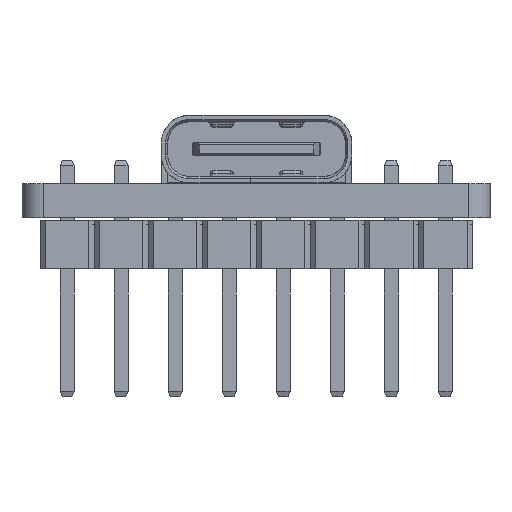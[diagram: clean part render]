
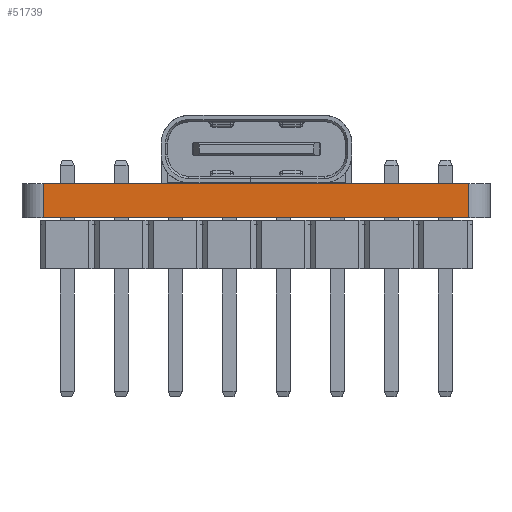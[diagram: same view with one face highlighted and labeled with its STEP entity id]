
A CAD part, left-side view. The second image highlights one B-rep face of the part: STEP entity #51739.
In plain terms, the highlighted planar face has unit normal (-1, 0, 0).
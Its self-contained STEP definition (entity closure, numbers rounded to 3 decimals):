
#49676 = PLANE('',#49677);
#49677 = AXIS2_PLACEMENT_3D('',#49678,#49679,#49680);
#49678 = CARTESIAN_POINT('',(11.,11.,1.6));
#49679 = DIRECTION('',(0.,0.,1.));
#49680 = DIRECTION('',(1.,0.,-0.));
#49731 = PLANE('',#49732);
#49732 = AXIS2_PLACEMENT_3D('',#49733,#49734,#49735);
#49733 = CARTESIAN_POINT('',(11.,11.,0.));
#49734 = DIRECTION('',(0.,0.,1.));
#49735 = DIRECTION('',(1.,0.,-0.));
#49786 = CYLINDRICAL_SURFACE('',#49787,1.);
#49787 = AXIS2_PLACEMENT_3D('',#49788,#49789,#49790);
#49788 = CARTESIAN_POINT('',(1.,1.,0.));
#49789 = DIRECTION('',(-0.,-0.,-1.));
#49790 = DIRECTION('',(1.,0.,-0.));
#49953 = VERTEX_POINT('',#49954);
#49954 = CARTESIAN_POINT('',(0.,21.,0.));
#49969 = CYLINDRICAL_SURFACE('',#49970,1.);
#49970 = AXIS2_PLACEMENT_3D('',#49971,#49972,#49973);
#49971 = CARTESIAN_POINT('',(1.,21.,0.));
#49972 = DIRECTION('',(-0.,-0.,-1.));
#49973 = DIRECTION('',(1.,0.,-0.));
#49981 = EDGE_CURVE('',#49982,#49953,#49984,.T.);
#49982 = VERTEX_POINT('',#49983);
#49983 = CARTESIAN_POINT('',(0.,1.,0.));
#49984 = SURFACE_CURVE('',#49985,(#49989,#49996),.PCURVE_S1.);
#49985 = LINE('',#49986,#49987);
#49986 = CARTESIAN_POINT('',(0.,1.,0.));
#49987 = VECTOR('',#49988,1.);
#49988 = DIRECTION('',(0.,1.,0.));
#49989 = PCURVE('',#49731,#49990);
#49990 = DEFINITIONAL_REPRESENTATION('',(#49991),#49995);
#49991 = LINE('',#49992,#49993);
#49992 = CARTESIAN_POINT('',(-11.,-10.));
#49993 = VECTOR('',#49994,1.);
#49994 = DIRECTION('',(0.,1.));
#49995 = ( GEOMETRIC_REPRESENTATION_CONTEXT(2) 
PARAMETRIC_REPRESENTATION_CONTEXT() REPRESENTATION_CONTEXT('2D SPACE',''
  ) );
#49996 = PCURVE('',#49997,#50002);
#49997 = PLANE('',#49998);
#49998 = AXIS2_PLACEMENT_3D('',#49999,#50000,#50001);
#49999 = CARTESIAN_POINT('',(0.,1.,0.));
#50000 = DIRECTION('',(-1.,0.,0.));
#50001 = DIRECTION('',(0.,1.,0.));
#50002 = DEFINITIONAL_REPRESENTATION('',(#50003),#50007);
#50003 = LINE('',#50004,#50005);
#50004 = CARTESIAN_POINT('',(0.,0.));
#50005 = VECTOR('',#50006,1.);
#50006 = DIRECTION('',(1.,0.));
#50007 = ( GEOMETRIC_REPRESENTATION_CONTEXT(2) 
PARAMETRIC_REPRESENTATION_CONTEXT() REPRESENTATION_CONTEXT('2D SPACE',''
  ) );
#50921 = VERTEX_POINT('',#50922);
#50922 = CARTESIAN_POINT('',(0.,21.,1.6));
#50944 = EDGE_CURVE('',#50945,#50921,#50947,.T.);
#50945 = VERTEX_POINT('',#50946);
#50946 = CARTESIAN_POINT('',(0.,1.,1.6));
#50947 = SURFACE_CURVE('',#50948,(#50952,#50959),.PCURVE_S1.);
#50948 = LINE('',#50949,#50950);
#50949 = CARTESIAN_POINT('',(0.,1.,1.6));
#50950 = VECTOR('',#50951,1.);
#50951 = DIRECTION('',(0.,1.,0.));
#50952 = PCURVE('',#49676,#50953);
#50953 = DEFINITIONAL_REPRESENTATION('',(#50954),#50958);
#50954 = LINE('',#50955,#50956);
#50955 = CARTESIAN_POINT('',(-11.,-10.));
#50956 = VECTOR('',#50957,1.);
#50957 = DIRECTION('',(0.,1.));
#50958 = ( GEOMETRIC_REPRESENTATION_CONTEXT(2) 
PARAMETRIC_REPRESENTATION_CONTEXT() REPRESENTATION_CONTEXT('2D SPACE',''
  ) );
#50959 = PCURVE('',#49997,#50960);
#50960 = DEFINITIONAL_REPRESENTATION('',(#50961),#50965);
#50961 = LINE('',#50962,#50963);
#50962 = CARTESIAN_POINT('',(0.,-1.6));
#50963 = VECTOR('',#50964,1.);
#50964 = DIRECTION('',(1.,0.));
#50965 = ( GEOMETRIC_REPRESENTATION_CONTEXT(2) 
PARAMETRIC_REPRESENTATION_CONTEXT() REPRESENTATION_CONTEXT('2D SPACE',''
  ) );
#51689 = EDGE_CURVE('',#49982,#50945,#51690,.T.);
#51690 = SURFACE_CURVE('',#51691,(#51695,#51702),.PCURVE_S1.);
#51691 = LINE('',#51692,#51693);
#51692 = CARTESIAN_POINT('',(0.,1.,0.));
#51693 = VECTOR('',#51694,1.);
#51694 = DIRECTION('',(0.,0.,1.));
#51695 = PCURVE('',#49786,#51696);
#51696 = DEFINITIONAL_REPRESENTATION('',(#51697),#51701);
#51697 = LINE('',#51698,#51699);
#51698 = CARTESIAN_POINT('',(-3.142,0.));
#51699 = VECTOR('',#51700,1.);
#51700 = DIRECTION('',(-0.,-1.));
#51701 = ( GEOMETRIC_REPRESENTATION_CONTEXT(2) 
PARAMETRIC_REPRESENTATION_CONTEXT() REPRESENTATION_CONTEXT('2D SPACE',''
  ) );
#51702 = PCURVE('',#49997,#51703);
#51703 = DEFINITIONAL_REPRESENTATION('',(#51704),#51708);
#51704 = LINE('',#51705,#51706);
#51705 = CARTESIAN_POINT('',(0.,0.));
#51706 = VECTOR('',#51707,1.);
#51707 = DIRECTION('',(0.,-1.));
#51708 = ( GEOMETRIC_REPRESENTATION_CONTEXT(2) 
PARAMETRIC_REPRESENTATION_CONTEXT() REPRESENTATION_CONTEXT('2D SPACE',''
  ) );
#51739 = ADVANCED_FACE('',(#51740),#49997,.T.);
#51740 = FACE_BOUND('',#51741,.T.);
#51741 = EDGE_LOOP('',(#51742,#51743,#51744,#51765));
#51742 = ORIENTED_EDGE('',*,*,#51689,.T.);
#51743 = ORIENTED_EDGE('',*,*,#50944,.T.);
#51744 = ORIENTED_EDGE('',*,*,#51745,.F.);
#51745 = EDGE_CURVE('',#49953,#50921,#51746,.T.);
#51746 = SURFACE_CURVE('',#51747,(#51751,#51758),.PCURVE_S1.);
#51747 = LINE('',#51748,#51749);
#51748 = CARTESIAN_POINT('',(0.,21.,0.));
#51749 = VECTOR('',#51750,1.);
#51750 = DIRECTION('',(0.,0.,1.));
#51751 = PCURVE('',#49997,#51752);
#51752 = DEFINITIONAL_REPRESENTATION('',(#51753),#51757);
#51753 = LINE('',#51754,#51755);
#51754 = CARTESIAN_POINT('',(20.,0.));
#51755 = VECTOR('',#51756,1.);
#51756 = DIRECTION('',(0.,-1.));
#51757 = ( GEOMETRIC_REPRESENTATION_CONTEXT(2) 
PARAMETRIC_REPRESENTATION_CONTEXT() REPRESENTATION_CONTEXT('2D SPACE',''
  ) );
#51758 = PCURVE('',#49969,#51759);
#51759 = DEFINITIONAL_REPRESENTATION('',(#51760),#51764);
#51760 = LINE('',#51761,#51762);
#51761 = CARTESIAN_POINT('',(-3.142,0.));
#51762 = VECTOR('',#51763,1.);
#51763 = DIRECTION('',(-0.,-1.));
#51764 = ( GEOMETRIC_REPRESENTATION_CONTEXT(2) 
PARAMETRIC_REPRESENTATION_CONTEXT() REPRESENTATION_CONTEXT('2D SPACE',''
  ) );
#51765 = ORIENTED_EDGE('',*,*,#49981,.F.);
